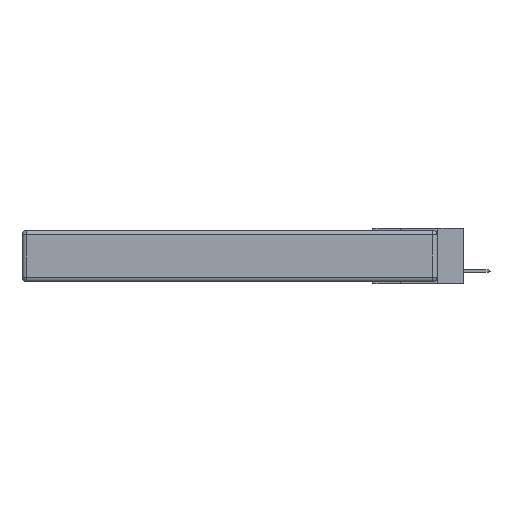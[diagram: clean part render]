
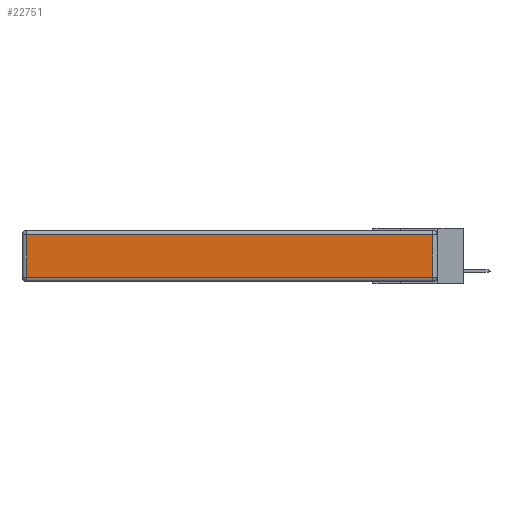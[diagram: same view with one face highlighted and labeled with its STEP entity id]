
A CAD part, left-side view. The second image highlights one B-rep face of the part: STEP entity #22751.
In plain terms, the highlighted planar face has unit normal (-1, 0, 0).
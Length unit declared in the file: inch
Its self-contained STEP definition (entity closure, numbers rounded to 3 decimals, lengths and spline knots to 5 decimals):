
#1149 = ORIENTED_EDGE ( 'NONE', *, *, #29797, .T. ) ;
#1580 = CARTESIAN_POINT ( 'NONE',  ( 0., 2.72, -0.03 ) ) ;
#2726 = DIRECTION ( 'NONE',  ( 0., 0., 1. ) ) ;
#2800 = VERTEX_POINT ( 'NONE', #20319 ) ;
#3463 = VERTEX_POINT ( 'NONE', #1580 ) ;
#4820 = DIRECTION ( 'NONE',  ( 0., 0., 1. ) ) ;
#4964 = AXIS2_PLACEMENT_3D ( 'NONE', #31653, #23703, #4820 ) ;
#7023 = CARTESIAN_POINT ( 'NONE',  ( 0., 2.72, -0.343 ) ) ;
#7037 = VERTEX_POINT ( 'NONE', #31265 ) ;
#7968 = LINE ( 'NONE', #25910, #26554 ) ;
#8617 = ORIENTED_EDGE ( 'NONE', *, *, #27809, .T. ) ;
#9707 = CARTESIAN_POINT ( 'NONE',  ( 0., 2.75, -0.03 ) ) ;
#10091 = DIRECTION ( 'NONE',  ( 0., -1., 0. ) ) ;
#12317 = VERTEX_POINT ( 'NONE', #20584 ) ;
#12839 = FACE_OUTER_BOUND ( 'NONE', #15301, .T. ) ;
#15301 = EDGE_LOOP ( 'NONE', ( #8617, #1149, #30370, #28762 ) ) ;
#15539 = PLANE ( 'NONE',  #4964 ) ;
#15815 = LINE ( 'NONE', #9707, #22414 ) ;
#17045 = DIRECTION ( 'NONE',  ( 0., 0., -1. ) ) ;
#17869 = LINE ( 'NONE', #7023, #23633 ) ;
#19228 = EDGE_CURVE ( 'NONE', #2800, #3463, #15815, .T. ) ;
#20319 = CARTESIAN_POINT ( 'NONE',  ( 0., 0.03, -0.03 ) ) ;
#20584 = CARTESIAN_POINT ( 'NONE',  ( 0., 0.03, -0.313 ) ) ;
#21452 = EDGE_CURVE ( 'NONE', #3463, #7037, #17869, .T. ) ;
#22414 = VECTOR ( 'NONE', #28281, 39.37008 ) ;
#22751 = ADVANCED_FACE ( 'NONE', ( #12839 ), #15539, .T. ) ;
#23633 = VECTOR ( 'NONE', #17045, 39.37008 ) ;
#23703 = DIRECTION ( 'NONE',  ( -1., 0., 0. ) ) ;
#24685 = LINE ( 'NONE', #33506, #31264 ) ;
#25910 = CARTESIAN_POINT ( 'NONE',  ( 0., 0., -0.313 ) ) ;
#26554 = VECTOR ( 'NONE', #10091, 39.37008 ) ;
#27809 = EDGE_CURVE ( 'NONE', #7037, #12317, #7968, .T. ) ;
#28281 = DIRECTION ( 'NONE',  ( 0., 1., 0. ) ) ;
#28762 = ORIENTED_EDGE ( 'NONE', *, *, #21452, .T. ) ;
#29797 = EDGE_CURVE ( 'NONE', #12317, #2800, #24685, .T. ) ;
#30370 = ORIENTED_EDGE ( 'NONE', *, *, #19228, .T. ) ;
#31264 = VECTOR ( 'NONE', #2726, 39.37008 ) ;
#31265 = CARTESIAN_POINT ( 'NONE',  ( 0., 2.72, -0.313 ) ) ;
#31653 = CARTESIAN_POINT ( 'NONE',  ( 0., 0., -0.343 ) ) ;
#33506 = CARTESIAN_POINT ( 'NONE',  ( 0., 0.03, -0.343 ) ) ;
